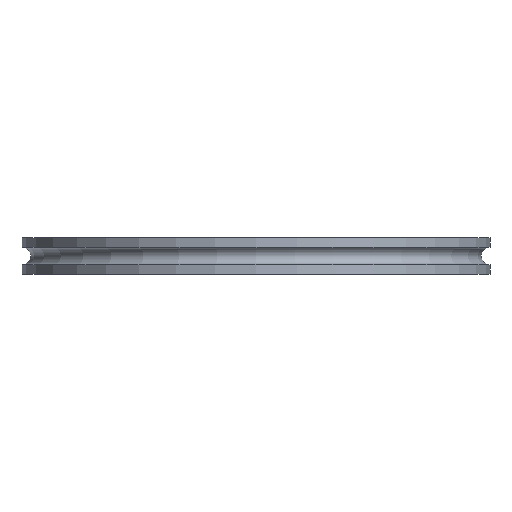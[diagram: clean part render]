
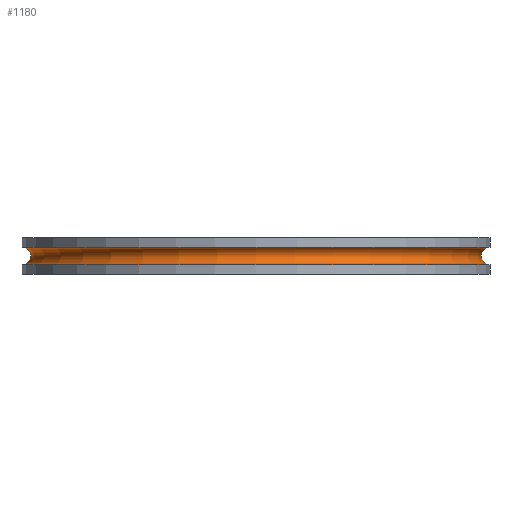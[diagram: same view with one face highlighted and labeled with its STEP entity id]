
A CAD part, front view. The second image highlights one B-rep face of the part: STEP entity #1180.
In plain terms, the highlighted toroidal (fillet/blend) face has major radius 76.3 mm and minor radius 2.8 mm.
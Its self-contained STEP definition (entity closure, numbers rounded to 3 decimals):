
#305=FACE_OUTER_BOUND('',#364,.T.);
#364=EDGE_LOOP('',(#831,#832,#833,#834,#835,#836,#837,#838));
#444=CIRCLE('',#1260,76.3);
#445=CIRCLE('',#1261,76.3);
#446=CIRCLE('',#1262,76.3);
#447=CIRCLE('',#1263,2.8);
#448=CIRCLE('',#1264,76.3);
#449=CIRCLE('',#1265,76.3);
#450=CIRCLE('',#1266,76.3);
#539=VERTEX_POINT('',#1804);
#540=VERTEX_POINT('',#1805);
#541=VERTEX_POINT('',#1807);
#542=VERTEX_POINT('',#1810);
#543=VERTEX_POINT('',#1812);
#544=VERTEX_POINT('',#1814);
#657=EDGE_CURVE('',#539,#540,#444,.T.);
#658=EDGE_CURVE('',#541,#539,#445,.T.);
#659=EDGE_CURVE('',#540,#541,#446,.T.);
#660=EDGE_CURVE('',#540,#542,#447,.T.);
#661=EDGE_CURVE('',#543,#542,#448,.T.);
#662=EDGE_CURVE('',#544,#543,#449,.T.);
#663=EDGE_CURVE('',#542,#544,#450,.T.);
#831=ORIENTED_EDGE('',*,*,#657,.F.);
#832=ORIENTED_EDGE('',*,*,#658,.F.);
#833=ORIENTED_EDGE('',*,*,#659,.F.);
#834=ORIENTED_EDGE('',*,*,#660,.T.);
#835=ORIENTED_EDGE('',*,*,#661,.F.);
#836=ORIENTED_EDGE('',*,*,#662,.F.);
#837=ORIENTED_EDGE('',*,*,#663,.F.);
#838=ORIENTED_EDGE('',*,*,#660,.F.);
#1179=TOROIDAL_SURFACE('',#1259,76.3,2.8);
#1180=ADVANCED_FACE('',(#305),#1179,.F.);
#1259=AXIS2_PLACEMENT_3D('',#1803,#1415,#1416);
#1260=AXIS2_PLACEMENT_3D('',#1806,#1417,#1418);
#1261=AXIS2_PLACEMENT_3D('',#1808,#1419,#1420);
#1262=AXIS2_PLACEMENT_3D('',#1809,#1421,#1422);
#1263=AXIS2_PLACEMENT_3D('',#1811,#1423,#1424);
#1264=AXIS2_PLACEMENT_3D('',#1813,#1425,#1426);
#1265=AXIS2_PLACEMENT_3D('',#1815,#1427,#1428);
#1266=AXIS2_PLACEMENT_3D('',#1816,#1429,#1430);
#1415=DIRECTION('center_axis',(0.,0.,-1.));
#1416=DIRECTION('ref_axis',(-1.,0.,0.));
#1417=DIRECTION('center_axis',(0.,0.,-1.));
#1418=DIRECTION('ref_axis',(1.,0.,0.));
#1419=DIRECTION('center_axis',(0.,0.,-1.));
#1420=DIRECTION('ref_axis',(1.,0.,0.));
#1421=DIRECTION('center_axis',(0.,0.,-1.));
#1422=DIRECTION('ref_axis',(1.,0.,0.));
#1423=DIRECTION('center_axis',(0.,1.,0.));
#1424=DIRECTION('ref_axis',(1.,0.,0.));
#1425=DIRECTION('center_axis',(0.,0.,1.));
#1426=DIRECTION('ref_axis',(1.,0.,0.));
#1427=DIRECTION('center_axis',(0.,0.,1.));
#1428=DIRECTION('ref_axis',(1.,0.,0.));
#1429=DIRECTION('center_axis',(0.,0.,1.));
#1430=DIRECTION('ref_axis',(1.,0.,0.));
#1803=CARTESIAN_POINT('Origin',(0.,0.,0.));
#1804=CARTESIAN_POINT('',(0.,76.3,-2.8));
#1805=CARTESIAN_POINT('',(76.3,0.,-2.8));
#1806=CARTESIAN_POINT('Origin',(0.,0.,-2.8));
#1807=CARTESIAN_POINT('',(-76.3,0.,-2.8));
#1808=CARTESIAN_POINT('Origin',(0.,0.,-2.8));
#1809=CARTESIAN_POINT('Origin',(0.,0.,-2.8));
#1810=CARTESIAN_POINT('',(76.3,0.,2.8));
#1811=CARTESIAN_POINT('Origin',(76.3,0.,0.));
#1812=CARTESIAN_POINT('',(-76.3,0.,2.8));
#1813=CARTESIAN_POINT('Origin',(0.,0.,2.8));
#1814=CARTESIAN_POINT('',(0.,76.3,2.8));
#1815=CARTESIAN_POINT('Origin',(0.,0.,2.8));
#1816=CARTESIAN_POINT('Origin',(0.,0.,2.8));
